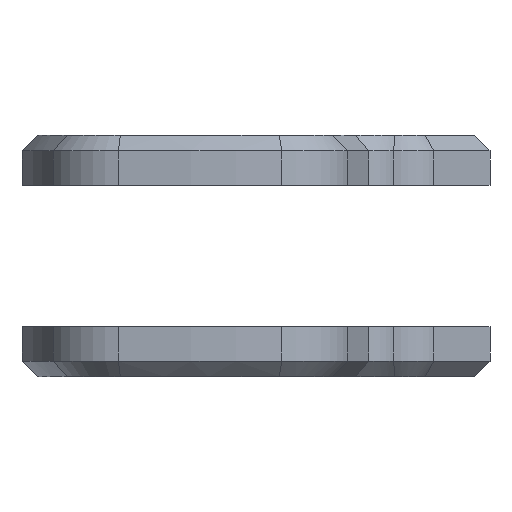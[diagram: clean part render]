
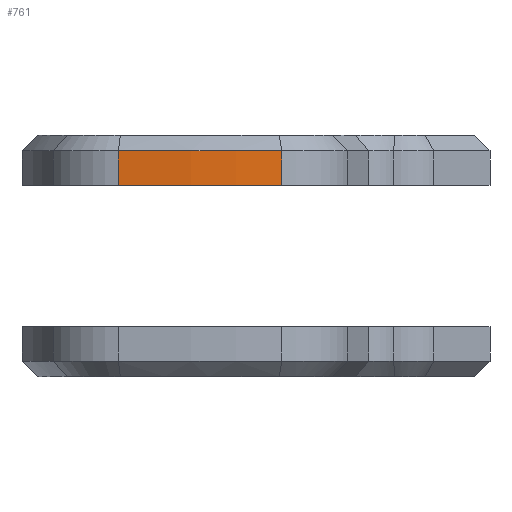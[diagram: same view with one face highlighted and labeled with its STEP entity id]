
A CAD part, left-side view. The second image highlights one B-rep face of the part: STEP entity #761.
In plain terms, the highlighted free-form (B-spline) face has degree [2, 1] with [3, 2] control points.
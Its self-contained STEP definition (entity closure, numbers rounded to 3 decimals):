
#600 = VERTEX_POINT('',#601);
#601 = CARTESIAN_POINT('',(9.648,3.567,12.067)
  );
#642 = VERTEX_POINT('',#643);
#643 = CARTESIAN_POINT('',(9.643,16.927,
    12.067));
#648 = EDGE_CURVE('',#642,#600,#649,.T.);
#649 = ( BOUNDED_CURVE() B_SPLINE_CURVE(2,(#650,#651,#652),
.UNSPECIFIED.,.F.,.F.) B_SPLINE_CURVE_WITH_KNOTS((3,3),(6.034,
6.283),.PIECEWISE_BEZIER_KNOTS.) CURVE() 
GEOMETRIC_REPRESENTATION_ITEM() RATIONAL_B_SPLINE_CURVE((1.,
0.992,1.)) REPRESENTATION_ITEM('') );
#650 = CARTESIAN_POINT('',(9.643,16.927,
    12.067));
#651 = CARTESIAN_POINT('',(8.807,10.246,
    12.067));
#652 = CARTESIAN_POINT('',(9.648,3.567,12.067)
  );
#761 = ADVANCED_FACE('',(#762),#785,.T.);
#762 = FACE_BOUND('',#763,.T.);
#763 = EDGE_LOOP('',(#764,#765,#772,#780));
#764 = ORIENTED_EDGE('',*,*,#648,.F.);
#765 = ORIENTED_EDGE('',*,*,#766,.T.);
#766 = EDGE_CURVE('',#642,#767,#769,.T.);
#767 = VERTEX_POINT('',#768);
#768 = CARTESIAN_POINT('',(9.643,16.927,9.243
    ));
#769 = B_SPLINE_CURVE_WITH_KNOTS('',1,(#770,#771),.UNSPECIFIED.,.F.,.F.,
  (2,2),(1.,3.2),.PIECEWISE_BEZIER_KNOTS.);
#770 = CARTESIAN_POINT('',(9.643,16.927,
    12.067));
#771 = CARTESIAN_POINT('',(9.643,16.927,9.243
    ));
#772 = ORIENTED_EDGE('',*,*,#773,.T.);
#773 = EDGE_CURVE('',#767,#774,#776,.T.);
#774 = VERTEX_POINT('',#775);
#775 = CARTESIAN_POINT('',(9.648,3.567,9.243)
  );
#776 = ( BOUNDED_CURVE() B_SPLINE_CURVE(2,(#777,#778,#779),
.UNSPECIFIED.,.F.,.F.) B_SPLINE_CURVE_WITH_KNOTS((3,3),(6.034,
6.283),.PIECEWISE_BEZIER_KNOTS.) CURVE() 
GEOMETRIC_REPRESENTATION_ITEM() RATIONAL_B_SPLINE_CURVE((1.,
0.992,1.)) REPRESENTATION_ITEM('') );
#777 = CARTESIAN_POINT('',(9.643,16.927,9.243
    ));
#778 = CARTESIAN_POINT('',(8.807,10.246,9.243
    ));
#779 = CARTESIAN_POINT('',(9.648,3.567,9.243)
  );
#780 = ORIENTED_EDGE('',*,*,#781,.F.);
#781 = EDGE_CURVE('',#600,#774,#782,.T.);
#782 = B_SPLINE_CURVE_WITH_KNOTS('',1,(#783,#784),.UNSPECIFIED.,.F.,.F.,
  (2,2),(1.,3.2),.PIECEWISE_BEZIER_KNOTS.);
#783 = CARTESIAN_POINT('',(9.648,3.567,12.067)
  );
#784 = CARTESIAN_POINT('',(9.648,3.567,9.243)
  );
#785 = ( BOUNDED_SURFACE() B_SPLINE_SURFACE(2,1,(
    (#786,#787)
    ,(#788,#789)
,(#790,#791
    )),.UNSPECIFIED.,.F.,.F.,.F.) B_SPLINE_SURFACE_WITH_KNOTS((3,3),(2,2
    ),(6.034,6.283),(-3.2,-1.),
.PIECEWISE_BEZIER_KNOTS.) GEOMETRIC_REPRESENTATION_ITEM() 
RATIONAL_B_SPLINE_SURFACE((
    (1.,1.)
    ,(0.992,0.992)
,(1.,1.))) REPRESENTATION_ITEM('') SURFACE() );
#786 = CARTESIAN_POINT('',(9.643,16.927,9.243
    ));
#787 = CARTESIAN_POINT('',(9.643,16.927,
    12.067));
#788 = CARTESIAN_POINT('',(8.807,10.246,9.243
    ));
#789 = CARTESIAN_POINT('',(8.807,10.246,
    12.067));
#790 = CARTESIAN_POINT('',(9.648,3.567,9.243)
  );
#791 = CARTESIAN_POINT('',(9.648,3.567,12.067)
  );
